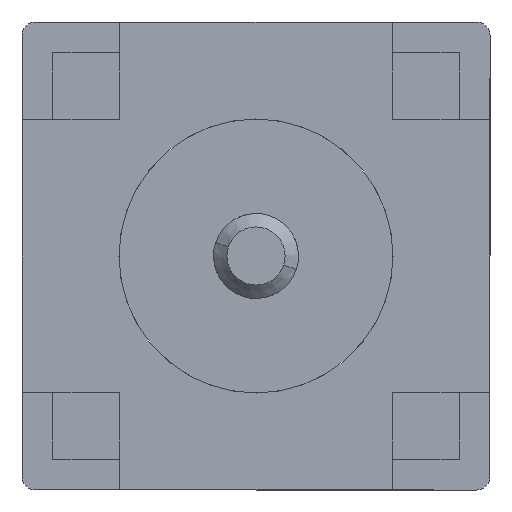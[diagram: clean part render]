
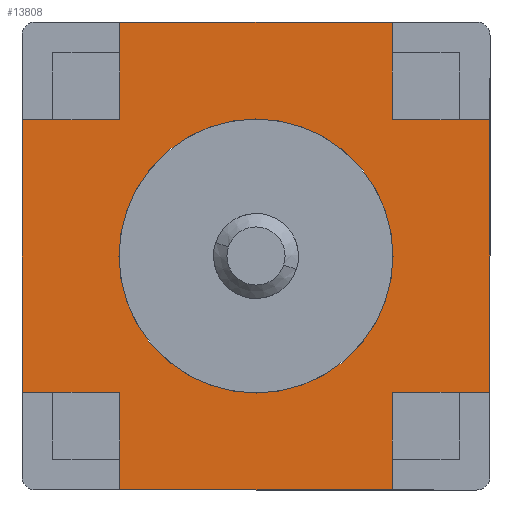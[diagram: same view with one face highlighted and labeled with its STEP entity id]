
A CAD part, front view. The second image highlights one B-rep face of the part: STEP entity #13808.
In plain terms, the highlighted planar face has unit normal (0, -1, 0).
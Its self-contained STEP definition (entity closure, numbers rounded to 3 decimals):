
#427 = DIRECTION ( 'NONE',  ( 1., 0., 0. ) ) ;
#594 = EDGE_CURVE ( 'NONE', #10739, #8226, #5165, .T. ) ;
#641 = VERTEX_POINT ( 'NONE', #4040 ) ;
#1012 = CIRCLE ( 'NONE', #4420, 2.05 ) ;
#1051 = VECTOR ( 'NONE', #4320, 1000. ) ;
#1141 = CARTESIAN_POINT ( 'NONE',  ( -2.04, 0.5, -3.5 ) ) ;
#1306 = LINE ( 'NONE', #12847, #4513 ) ;
#1417 = DIRECTION ( 'NONE',  ( -1., 0., 0. ) ) ;
#1453 = DIRECTION ( 'NONE',  ( 0., 1., 0. ) ) ;
#1572 = VERTEX_POINT ( 'NONE', #12077 ) ;
#1734 = VERTEX_POINT ( 'NONE', #1141 ) ;
#1965 = LINE ( 'NONE', #11209, #1051 ) ;
#2054 = EDGE_CURVE ( 'NONE', #6262, #3079, #1965, .T. ) ;
#2146 = ORIENTED_EDGE ( 'NONE', *, *, #14913, .T. ) ;
#2282 = VERTEX_POINT ( 'NONE', #6774 ) ;
#2347 = VECTOR ( 'NONE', #4491, 1000. ) ;
#2569 = DIRECTION ( 'NONE',  ( 1., 0., 0. ) ) ;
#2596 = LINE ( 'NONE', #11827, #8202 ) ;
#3072 = CARTESIAN_POINT ( 'NONE',  ( -2.77, 0.5, 2.04 ) ) ;
#3079 = VERTEX_POINT ( 'NONE', #13562 ) ;
#3149 = DIRECTION ( 'NONE',  ( -1., 0., 0. ) ) ;
#3158 = VERTEX_POINT ( 'NONE', #7004 ) ;
#3344 = CARTESIAN_POINT ( 'NONE',  ( 3.5, 0.5, -2.04 ) ) ;
#3678 = DIRECTION ( 'NONE',  ( 1., 0., 0. ) ) ;
#3756 = VERTEX_POINT ( 'NONE', #7301 ) ;
#4040 = CARTESIAN_POINT ( 'NONE',  ( -2.04, 0.5, 2.04 ) ) ;
#4145 = ORIENTED_EDGE ( 'NONE', *, *, #14821, .T. ) ;
#4189 = EDGE_CURVE ( 'NONE', #3756, #7014, #9864, .T. ) ;
#4320 = DIRECTION ( 'NONE',  ( 0., 0., 1. ) ) ;
#4420 = AXIS2_PLACEMENT_3D ( 'NONE', #11948, #7224, #2569 ) ;
#4491 = DIRECTION ( 'NONE',  ( -1., 0., 0. ) ) ;
#4513 = VECTOR ( 'NONE', #13892, 1000. ) ;
#4548 = EDGE_LOOP ( 'NONE', ( #7028, #6770, #4961, #13091, #14715, #8081, #11686, #9018, #4145, #7371, #10893, #2146 ) ) ;
#4591 = DIRECTION ( 'NONE',  ( -1., 0., 0. ) ) ;
#4678 = CARTESIAN_POINT ( 'NONE',  ( 3.5, 0.5, 2.04 ) ) ;
#4793 = LINE ( 'NONE', #9317, #2347 ) ;
#4961 = ORIENTED_EDGE ( 'NONE', *, *, #6285, .F. ) ;
#5012 = DIRECTION ( 'NONE',  ( 0., -1., 0. ) ) ;
#5165 = LINE ( 'NONE', #7713, #11935 ) ;
#5448 = DIRECTION ( 'NONE',  ( 0., 0., 1. ) ) ;
#5537 = CARTESIAN_POINT ( 'NONE',  ( 2.04, 0.5, 2.04 ) ) ;
#5727 = VECTOR ( 'NONE', #9133, 1000. ) ;
#5737 = VERTEX_POINT ( 'NONE', #7759 ) ;
#5824 = AXIS2_PLACEMENT_3D ( 'NONE', #6411, #5012, #427 ) ;
#6262 = VERTEX_POINT ( 'NONE', #5537 ) ;
#6285 = EDGE_CURVE ( 'NONE', #641, #2282, #2596, .T. ) ;
#6411 = CARTESIAN_POINT ( 'NONE',  ( 0., 0.5, 0. ) ) ;
#6492 = EDGE_LOOP ( 'NONE', ( #7942, #9989 ) ) ;
#6508 = CARTESIAN_POINT ( 'NONE',  ( 2.04, 0.5, -2.77 ) ) ;
#6706 = LINE ( 'NONE', #11343, #9186 ) ;
#6749 = VECTOR ( 'NONE', #14704, 1000. ) ;
#6765 = CARTESIAN_POINT ( 'NONE',  ( -2.04, 0.5, -2.77 ) ) ;
#6770 = ORIENTED_EDGE ( 'NONE', *, *, #9819, .T. ) ;
#6774 = CARTESIAN_POINT ( 'NONE',  ( -2.04, 0.5, 3.5 ) ) ;
#6832 = LINE ( 'NONE', #3072, #9796 ) ;
#6924 = CARTESIAN_POINT ( 'NONE',  ( 2.77, 0.5, 2.04 ) ) ;
#6931 = EDGE_CURVE ( 'NONE', #641, #5737, #6832, .T. ) ;
#6976 = LINE ( 'NONE', #11390, #10189 ) ;
#7004 = CARTESIAN_POINT ( 'NONE',  ( 2.04, 0.5, -3.5 ) ) ;
#7014 = VERTEX_POINT ( 'NONE', #8365 ) ;
#7028 = ORIENTED_EDGE ( 'NONE', *, *, #2054, .T. ) ;
#7224 = DIRECTION ( 'NONE',  ( 0., 1., 0. ) ) ;
#7247 = FACE_OUTER_BOUND ( 'NONE', #4548, .T. ) ;
#7301 = CARTESIAN_POINT ( 'NONE',  ( -2.05, 0.5, 0. ) ) ;
#7371 = ORIENTED_EDGE ( 'NONE', *, *, #11450, .F. ) ;
#7479 = VECTOR ( 'NONE', #1417, 1000. ) ;
#7713 = CARTESIAN_POINT ( 'NONE',  ( 3.5, 0.5, 0. ) ) ;
#7759 = CARTESIAN_POINT ( 'NONE',  ( -3.5, 0.5, 2.04 ) ) ;
#7942 = ORIENTED_EDGE ( 'NONE', *, *, #14132, .T. ) ;
#8081 = ORIENTED_EDGE ( 'NONE', *, *, #13449, .F. ) ;
#8202 = VECTOR ( 'NONE', #9549, 1000. ) ;
#8226 = VERTEX_POINT ( 'NONE', #4678 ) ;
#8365 = CARTESIAN_POINT ( 'NONE',  ( 2.05, 0.5, 0. ) ) ;
#8550 = FACE_BOUND ( 'NONE', #6492, .T. ) ;
#9003 = EDGE_CURVE ( 'NONE', #1734, #1572, #12549, .T. ) ;
#9018 = ORIENTED_EDGE ( 'NONE', *, *, #11792, .T. ) ;
#9122 = VERTEX_POINT ( 'NONE', #10349 ) ;
#9133 = DIRECTION ( 'NONE',  ( 0., 0., 1. ) ) ;
#9186 = VECTOR ( 'NONE', #14832, 1000. ) ;
#9317 = CARTESIAN_POINT ( 'NONE',  ( 0., 0.5, 3.5 ) ) ;
#9464 = EDGE_CURVE ( 'NONE', #5737, #13028, #1306, .T. ) ;
#9549 = DIRECTION ( 'NONE',  ( 0., 0., 1. ) ) ;
#9796 = VECTOR ( 'NONE', #3149, 1000. ) ;
#9819 = EDGE_CURVE ( 'NONE', #3079, #2282, #4793, .T. ) ;
#9864 = CIRCLE ( 'NONE', #12764, 2.05 ) ;
#9989 = ORIENTED_EDGE ( 'NONE', *, *, #4189, .T. ) ;
#10189 = VECTOR ( 'NONE', #4591, 1000. ) ;
#10349 = CARTESIAN_POINT ( 'NONE',  ( 2.04, 0.5, -2.04 ) ) ;
#10739 = VERTEX_POINT ( 'NONE', #3344 ) ;
#10893 = ORIENTED_EDGE ( 'NONE', *, *, #594, .T. ) ;
#11209 = CARTESIAN_POINT ( 'NONE',  ( 2.04, 0.5, 2.77 ) ) ;
#11343 = CARTESIAN_POINT ( 'NONE',  ( 0., 0.5, -3.5 ) ) ;
#11390 = CARTESIAN_POINT ( 'NONE',  ( -2.77, 0.5, -2.04 ) ) ;
#11450 = EDGE_CURVE ( 'NONE', #10739, #9122, #11587, .T. ) ;
#11587 = LINE ( 'NONE', #12890, #13296 ) ;
#11686 = ORIENTED_EDGE ( 'NONE', *, *, #9003, .F. ) ;
#11792 = EDGE_CURVE ( 'NONE', #1734, #3158, #6706, .T. ) ;
#11827 = CARTESIAN_POINT ( 'NONE',  ( -2.04, 0.5, 2.77 ) ) ;
#11835 = CARTESIAN_POINT ( 'NONE',  ( 0., 0.5, 0. ) ) ;
#11935 = VECTOR ( 'NONE', #5448, 1000. ) ;
#11948 = CARTESIAN_POINT ( 'NONE',  ( 0., 0.5, 0. ) ) ;
#12077 = CARTESIAN_POINT ( 'NONE',  ( -2.04, 0.5, -2.04 ) ) ;
#12366 = LINE ( 'NONE', #6508, #6749 ) ;
#12549 = LINE ( 'NONE', #6765, #5727 ) ;
#12764 = AXIS2_PLACEMENT_3D ( 'NONE', #11835, #1453, #3678 ) ;
#12798 = LINE ( 'NONE', #6924, #7479 ) ;
#12847 = CARTESIAN_POINT ( 'NONE',  ( -3.5, 0.5, 0. ) ) ;
#12890 = CARTESIAN_POINT ( 'NONE',  ( 2.77, 0.5, -2.04 ) ) ;
#13028 = VERTEX_POINT ( 'NONE', #14009 ) ;
#13091 = ORIENTED_EDGE ( 'NONE', *, *, #6931, .T. ) ;
#13296 = VECTOR ( 'NONE', #14845, 1000. ) ;
#13449 = EDGE_CURVE ( 'NONE', #1572, #13028, #6976, .T. ) ;
#13562 = CARTESIAN_POINT ( 'NONE',  ( 2.04, 0.5, 3.5 ) ) ;
#13808 = ADVANCED_FACE ( 'NONE', ( #8550, #7247 ), #14164, .T. ) ;
#13892 = DIRECTION ( 'NONE',  ( 0., 0., -1. ) ) ;
#14009 = CARTESIAN_POINT ( 'NONE',  ( -3.5, 0.5, -2.04 ) ) ;
#14132 = EDGE_CURVE ( 'NONE', #7014, #3756, #1012, .T. ) ;
#14164 = PLANE ( 'NONE',  #5824 ) ;
#14704 = DIRECTION ( 'NONE',  ( 0., 0., 1. ) ) ;
#14715 = ORIENTED_EDGE ( 'NONE', *, *, #9464, .T. ) ;
#14821 = EDGE_CURVE ( 'NONE', #3158, #9122, #12366, .T. ) ;
#14832 = DIRECTION ( 'NONE',  ( 1., 0., 0. ) ) ;
#14845 = DIRECTION ( 'NONE',  ( -1., 0., 0. ) ) ;
#14913 = EDGE_CURVE ( 'NONE', #8226, #6262, #12798, .T. ) ;
